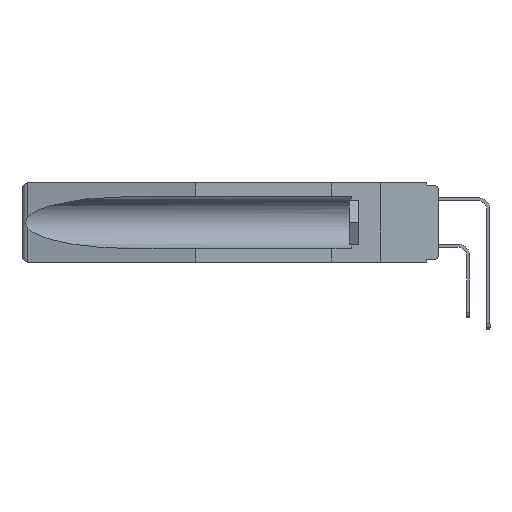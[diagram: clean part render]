
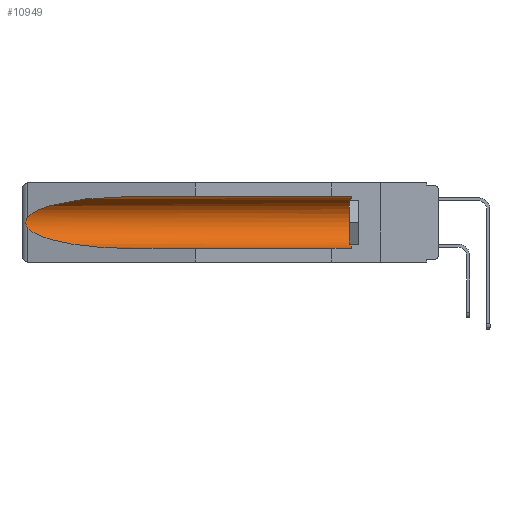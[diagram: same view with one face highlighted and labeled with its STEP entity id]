
A CAD part, left-side view. The second image highlights one B-rep face of the part: STEP entity #10949.
In plain terms, the highlighted cylindrical face has radius 2.857 mm (diameter 5.715 mm), a partial arc.
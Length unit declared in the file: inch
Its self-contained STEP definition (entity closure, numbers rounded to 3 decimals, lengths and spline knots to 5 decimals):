
#289 = VERTEX_POINT ( 'NONE', #8210 ) ;
#297 = DIRECTION ( 'NONE',  ( 0., -1., 0. ) ) ;
#1016 = LINE ( 'NONE', #16098, #20979 ) ;
#1323 = CARTESIAN_POINT ( 'NONE',  ( 0.155, -0.30754, -0.1715 ) ) ;
#1942 = CARTESIAN_POINT ( 'NONE',  ( 0.26654, 1.53092, -0.15636 ) ) ;
#1953 = EDGE_LOOP ( 'NONE', ( #13618, #22644, #7233, #10648, #14407, #4470 ) ) ;
#2509 = DIRECTION ( 'NONE',  ( 0., 1., 0. ) ) ;
#2889 = EDGE_CURVE ( 'NONE', #12918, #15732, #12793, .T. ) ;
#2942 = VERTEX_POINT ( 'NONE', #13807 ) ;
#3169 = CIRCLE ( 'NONE', #13054, 0.1125 ) ;
#3214 = VERTEX_POINT ( 'NONE', #19089 ) ;
#3289 = EDGE_CURVE ( 'NONE', #2942, #3214, #3169, .T. ) ;
#3533 = DIRECTION ( 'NONE',  ( 0., 1., 0. ) ) ;
#3917 = CARTESIAN_POINT ( 'NONE',  ( 0.26537, 1.52718, -0.19328 ) ) ;
#4470 = ORIENTED_EDGE ( 'NONE', *, *, #15487, .T. ) ;
#4794 = CARTESIAN_POINT ( 'NONE',  ( 0.26537, 1.52718, -0.14972 ) ) ;
#5897 = CARTESIAN_POINT ( 'NONE',  ( 0.2673, 1.53269, -0.17917 ) ) ;
#6316 = VERTEX_POINT ( 'NONE', #4794 ) ;
#7233 = ORIENTED_EDGE ( 'NONE', *, *, #2889, .T. ) ;
#8119 = B_SPLINE_CURVE_WITH_KNOTS ( 'NONE', 3,
 ( #24184, #11214, #1942, #20598, #22827, #14935, #5897, #15181, #17156, #3917 ),
 .UNSPECIFIED., .F., .F.,
 ( 4, 2, 2, 2, 4 ),
 ( 0., 0.00029, 0.00058, 0.00087, 0.00117 ),
 .UNSPECIFIED. ) ;
#8210 = CARTESIAN_POINT ( 'NONE',  ( 0.155, 1.07973, -0.059 ) ) ;
#8358 = CARTESIAN_POINT ( 'NONE',  ( 0.25451, 1.48313, -0.09465 ) ) ;
#8873 = DIRECTION ( 'NONE',  ( 0., 0., 1. ) ) ;
#9809 = EDGE_CURVE ( 'NONE', #289, #6316, #17248, .T. ) ;
#10317 = CARTESIAN_POINT ( 'NONE',  ( 0.26537, 1.52718, -0.14972 ) ) ;
#10648 = ORIENTED_EDGE ( 'NONE', *, *, #12530, .F. ) ;
#10949 = ADVANCED_FACE ( 'NONE', ( #18381 ), #18268, .F. ) ;
#11214 = CARTESIAN_POINT ( 'NONE',  ( 0.26597, 1.52961, -0.15275 ) ) ;
#11927 = AXIS2_PLACEMENT_3D ( 'NONE', #1323, #3533, #8873 ) ;
#12530 = EDGE_CURVE ( 'NONE', #2942, #15732, #1016, .T. ) ;
#12793 =( BOUNDED_CURVE ( )  B_SPLINE_CURVE ( 3, ( #21211, #23435, #23306, #21087 ),
 .UNSPECIFIED., .F., .F. ) 
 B_SPLINE_CURVE_WITH_KNOTS ( ( 4, 4 ),
 ( 0.1948, 1.5708 ),
 .UNSPECIFIED. ) 
 CURVE ( )  GEOMETRIC_REPRESENTATION_ITEM ( )  RATIONAL_B_SPLINE_CURVE ( ( 1., 0.848, 0.848, 1. ) ) 
 REPRESENTATION_ITEM ( '' )  );
#12918 = VERTEX_POINT ( 'NONE', #16310 ) ;
#13054 = AXIS2_PLACEMENT_3D ( 'NONE', #19323, #297, #17357 ) ;
#13618 = ORIENTED_EDGE ( 'NONE', *, *, #9809, .T. ) ;
#13800 = CARTESIAN_POINT ( 'NONE',  ( 0.155, 1.07973, -0.059 ) ) ;
#13807 = CARTESIAN_POINT ( 'NONE',  ( 0.155, 0.126, -0.284 ) ) ;
#14249 = DIRECTION ( 'NONE',  ( 0., 1., 0. ) ) ;
#14407 = ORIENTED_EDGE ( 'NONE', *, *, #3289, .T. ) ;
#14935 = CARTESIAN_POINT ( 'NONE',  ( 0.2675, 1.53308, -0.17534 ) ) ;
#15181 = CARTESIAN_POINT ( 'NONE',  ( 0.26655, 1.53094, -0.18657 ) ) ;
#15487 = EDGE_CURVE ( 'NONE', #3214, #289, #21290, .T. ) ;
#15732 = VERTEX_POINT ( 'NONE', #24353 ) ;
#16098 = CARTESIAN_POINT ( 'NONE',  ( 0.155, -0.30754, -0.284 ) ) ;
#16310 = CARTESIAN_POINT ( 'NONE',  ( 0.26537, 1.52718, -0.19328 ) ) ;
#17156 = CARTESIAN_POINT ( 'NONE',  ( 0.26597, 1.5296, -0.19026 ) ) ;
#17248 =( BOUNDED_CURVE ( )  B_SPLINE_CURVE ( 3, ( #13800, #19846, #8358, #10317 ),
 .UNSPECIFIED., .F., .F. ) 
 B_SPLINE_CURVE_WITH_KNOTS ( ( 4, 4 ),
 ( 4.71239, 6.08839 ),
 .UNSPECIFIED. ) 
 CURVE ( )  GEOMETRIC_REPRESENTATION_ITEM ( )  RATIONAL_B_SPLINE_CURVE ( ( 1., 0.848, 0.848, 1. ) ) 
 REPRESENTATION_ITEM ( '' )  );
#17357 = DIRECTION ( 'NONE',  ( 0., 0., 1. ) ) ;
#18268 = CYLINDRICAL_SURFACE ( 'NONE', #11927, 0.1125 ) ;
#18381 = FACE_OUTER_BOUND ( 'NONE', #1953, .T. ) ;
#19089 = CARTESIAN_POINT ( 'NONE',  ( 0.155, 0.126, -0.059 ) ) ;
#19323 = CARTESIAN_POINT ( 'NONE',  ( 0.155, 0.126, -0.1715 ) ) ;
#19690 = CARTESIAN_POINT ( 'NONE',  ( 0.155, -0.30754, -0.059 ) ) ;
#19846 = CARTESIAN_POINT ( 'NONE',  ( 0.21114, 1.30732, -0.059 ) ) ;
#20598 = CARTESIAN_POINT ( 'NONE',  ( 0.2673, 1.5327, -0.16383 ) ) ;
#20671 = EDGE_CURVE ( 'NONE', #6316, #12918, #8119, .T. ) ;
#20979 = VECTOR ( 'NONE', #14249, 39.37008 ) ;
#21087 = CARTESIAN_POINT ( 'NONE',  ( 0.155, 1.07973, -0.284 ) ) ;
#21211 = CARTESIAN_POINT ( 'NONE',  ( 0.26537, 1.52718, -0.19328 ) ) ;
#21290 = LINE ( 'NONE', #19690, #22599 ) ;
#22599 = VECTOR ( 'NONE', #2509, 39.37008 ) ;
#22644 = ORIENTED_EDGE ( 'NONE', *, *, #20671, .T. ) ;
#22827 = CARTESIAN_POINT ( 'NONE',  ( 0.2675, 1.53308, -0.16763 ) ) ;
#23306 = CARTESIAN_POINT ( 'NONE',  ( 0.21114, 1.30732, -0.284 ) ) ;
#23435 = CARTESIAN_POINT ( 'NONE',  ( 0.25451, 1.48313, -0.24835 ) ) ;
#24184 = CARTESIAN_POINT ( 'NONE',  ( 0.26537, 1.52718, -0.14972 ) ) ;
#24353 = CARTESIAN_POINT ( 'NONE',  ( 0.155, 1.07973, -0.284 ) ) ;
